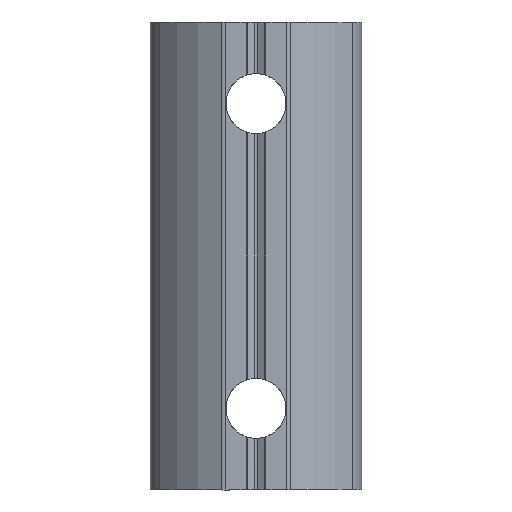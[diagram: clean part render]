
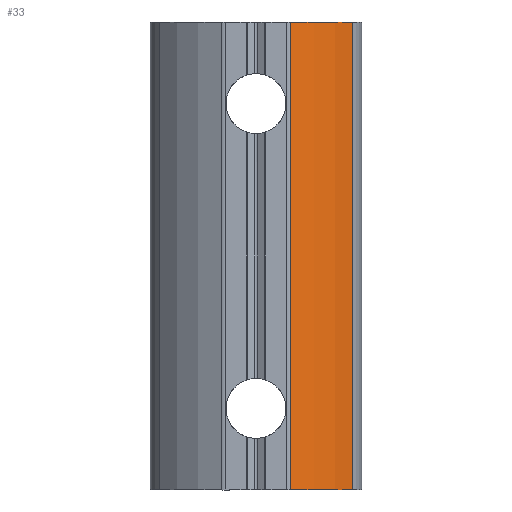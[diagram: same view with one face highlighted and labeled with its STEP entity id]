
A CAD part, front view. The second image highlights one B-rep face of the part: STEP entity #33.
In plain terms, the highlighted cylindrical face has radius 12.4 mm (diameter 24.8 mm), a partial arc.
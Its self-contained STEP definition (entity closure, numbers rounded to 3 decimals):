
#16 = FACE_OUTER_BOUND ( 'NONE', #1456, .T. ) ;
#25 = CARTESIAN_POINT ( 'NONE',  ( -1.75, 3.814, -19.5 ) ) ;
#26 = VERTEX_POINT ( 'NONE', #242 ) ;
#33 = ADVANCED_FACE ( 'NONE', ( #16 ), #1233, .T. ) ;
#47 = DIRECTION ( 'NONE',  ( 0., 0., 1. ) ) ;
#76 = EDGE_CURVE ( 'NONE', #248, #26, #1144, .T. ) ;
#116 = DIRECTION ( 'NONE',  ( 0., 0., 1. ) ) ;
#125 = ORIENTED_EDGE ( 'NONE', *, *, #525, .F. ) ;
#234 = ORIENTED_EDGE ( 'NONE', *, *, #1123, .T. ) ;
#242 = CARTESIAN_POINT ( 'NONE',  ( 8.034, -3.804, -19.5 ) ) ;
#248 = VERTEX_POINT ( 'NONE', #1175 ) ;
#298 = CARTESIAN_POINT ( 'NONE',  ( 2.91, -7.677, -19.5 ) ) ;
#324 = DIRECTION ( 'NONE',  ( -1., 0., 0. ) ) ;
#361 = CIRCLE ( 'NONE', #1493, 12.4 ) ;
#385 = DIRECTION ( 'NONE',  ( -1., 0., 0. ) ) ;
#465 = CARTESIAN_POINT ( 'NONE',  ( 8.034, -3.804, -19.5 ) ) ;
#525 = EDGE_CURVE ( 'NONE', #248, #1421, #1025, .T. ) ;
#558 = CARTESIAN_POINT ( 'NONE',  ( 2.91, -7.677, 19.5 ) ) ;
#579 = ORIENTED_EDGE ( 'NONE', *, *, #76, .T. ) ;
#723 = DIRECTION ( 'NONE',  ( 0., 0., 1. ) ) ;
#740 = CARTESIAN_POINT ( 'NONE',  ( 8.034, -3.804, 19.5 ) ) ;
#741 = CARTESIAN_POINT ( 'NONE',  ( -1.75, 3.814, -19.5 ) ) ;
#743 = AXIS2_PLACEMENT_3D ( 'NONE', #741, #116, #1086 ) ;
#774 = ORIENTED_EDGE ( 'NONE', *, *, #1355, .F. ) ;
#815 = VERTEX_POINT ( 'NONE', #740 ) ;
#938 = VECTOR ( 'NONE', #723, 1000. ) ;
#1025 = LINE ( 'NONE', #298, #1396 ) ;
#1057 = DIRECTION ( 'NONE',  ( 0., 0., 1. ) ) ;
#1086 = DIRECTION ( 'NONE',  ( 1., 0., 0. ) ) ;
#1123 = EDGE_CURVE ( 'NONE', #26, #815, #1215, .T. ) ;
#1144 = CIRCLE ( 'NONE', #1500, 12.4 ) ;
#1175 = CARTESIAN_POINT ( 'NONE',  ( 2.91, -7.677, -19.5 ) ) ;
#1215 = LINE ( 'NONE', #465, #938 ) ;
#1233 = CYLINDRICAL_SURFACE ( 'NONE', #743, 12.4 ) ;
#1329 = DIRECTION ( 'NONE',  ( 0., 0., 1. ) ) ;
#1355 = EDGE_CURVE ( 'NONE', #1421, #815, #361, .T. ) ;
#1393 = CARTESIAN_POINT ( 'NONE',  ( -1.75, 3.814, 19.5 ) ) ;
#1396 = VECTOR ( 'NONE', #47, 1000. ) ;
#1421 = VERTEX_POINT ( 'NONE', #558 ) ;
#1456 = EDGE_LOOP ( 'NONE', ( #774, #125, #579, #234 ) ) ;
#1493 = AXIS2_PLACEMENT_3D ( 'NONE', #1393, #1057, #324 ) ;
#1500 = AXIS2_PLACEMENT_3D ( 'NONE', #25, #1329, #385 ) ;
